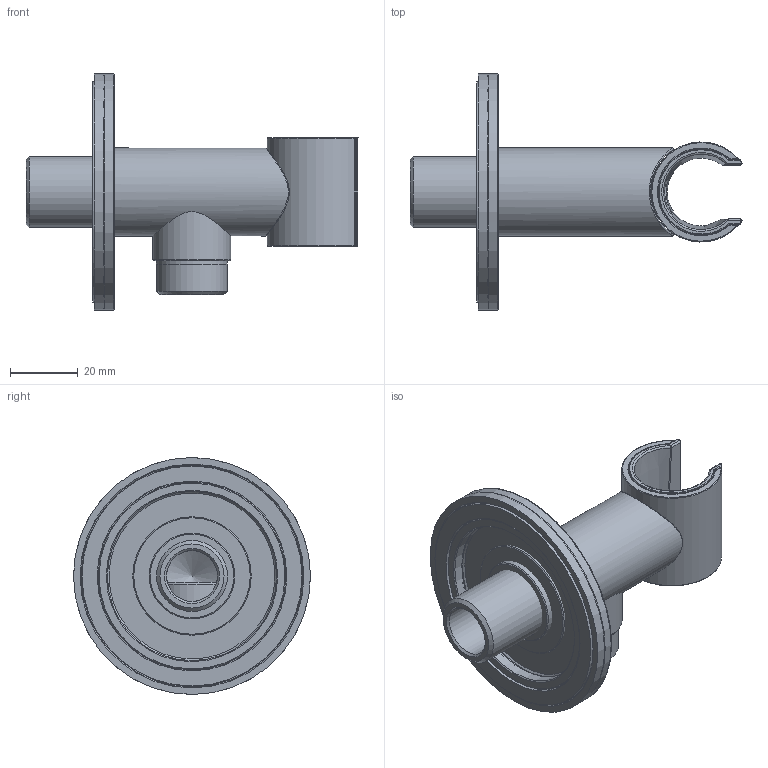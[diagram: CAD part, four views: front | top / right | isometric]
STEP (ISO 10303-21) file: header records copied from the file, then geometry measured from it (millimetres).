
FILE_DESCRIPTION(/* description */ ('Unknown'),/* implementation_level */ '2;1');
FILE_NAME(/* name */ 'M515-20',/* time_stamp */ '2020-03-18T11:58:27+01:00',/* author */ ('Unknown'),/* organization */ ('Unknown'),/* preprocessor_version */ 'ST-DEVELOPER v16.7',/* originating_system */ 'DEX',/* authorisation */ $);
FILE_SCHEMA (('AUTOMOTIVE_DESIGN {1 0 10303 214 3 1 1}'));
Length unit declared in the file: millimetre
Products named in the file (9): M515-00; M515-01; M514-03; M514-01; M515-03; M515-02; M514-09; CB450-10; M514-07
Assembly tree (8 placements, depth 2):
  M515-00
    M515-01
    M514-03
    M514-01
    M515-03
    M515-02
    M514-09
    CB450-10
    M514-07
Bounding box: 98.06 x 70 x 70 mm (x, y, z)
Volume: 55166.3 mm3; surface area: 43250.8 mm2
Topology: 8 solids, 8 shells, 312 faces, 700 edges, 391 vertices
Faces by surface type: cylinder 112, plane 64, torus 53, bspline 33, cone 28, sphere 22
Full cylindrical faces by diameter (mm): 4.134 x2, 5 x1, 5.5 x1, 10 x1, 11 x1, 15 x2, 18 x1, 18.631 x1, 20.955 x3, 22 x1, 22.1 x1, 23 x1, 23.3 x1, 25.3 x1, 25.997 x1, 35 x1, 50 x2, 55.5 x2, 56 x1, 65 x1, 65.5 x2, 70 x2
Entity records: 9340 total; most frequent: CARTESIAN_POINT 2295, DIRECTION 1420, ORIENTED_EDGE 1168, AXIS2_PLACEMENT_3D 625, EDGE_CURVE 584, FACE_BOUND 407, EDGE_LOOP 404, VERTEX_POINT 369
